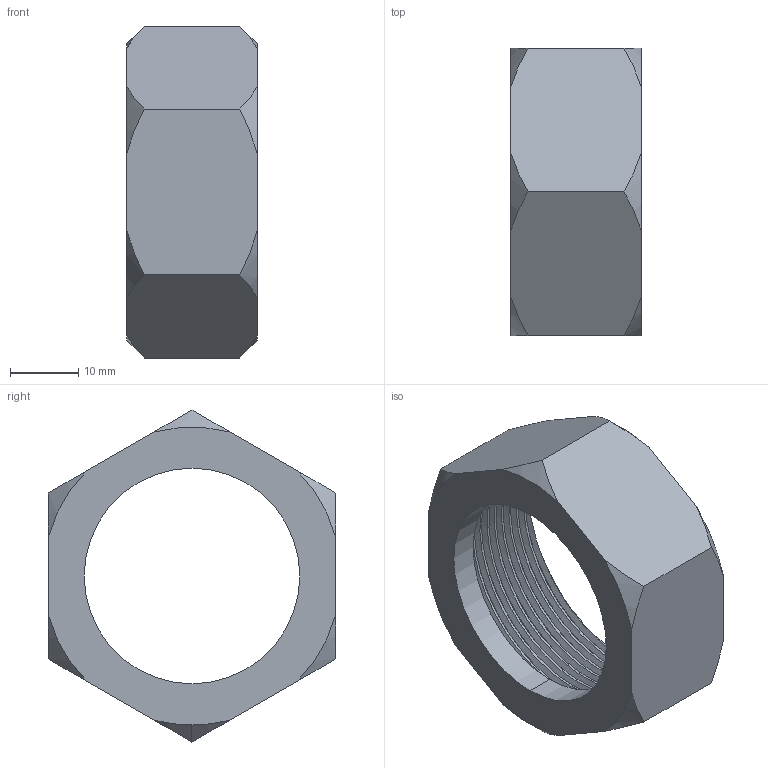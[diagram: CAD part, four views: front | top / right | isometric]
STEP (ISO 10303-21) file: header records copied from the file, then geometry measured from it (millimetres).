
FILE_DESCRIPTION (( 'STEP AP203' ), '1' );
FILE_NAME ('R-131-M_M38x1,5_17106740.STEP', '2024-09-03T09:14:07', ( '' ), ( '' ), 'SwSTEP 2.0', 'SolidWorks 2024', '' );
FILE_SCHEMA (( 'CONFIG_CONTROL_DESIGN' ));
Length unit declared in the file: millimetre
Products named in the file (1): R-131-M_M38x1,5_17106740
Bounding box: 19 x 42 x 48.5 mm (x, y, z)
Volume: 8108 mm3; surface area: 7615 mm2
Topology: 1 solids, 1 shells, 52 faces, 142 edges, 93 vertices
Faces by surface type: cylinder 24, cone 14, plane 10, bspline 4
Entity records: 4054 total; most frequent: CARTESIAN_POINT 2840, ORIENTED_EDGE 284, DIRECTION 190, EDGE_CURVE 142, VERTEX_POINT 93, AXIS2_PLACEMENT_3D 72, EDGE_LOOP 55, ADVANCED_FACE 52
